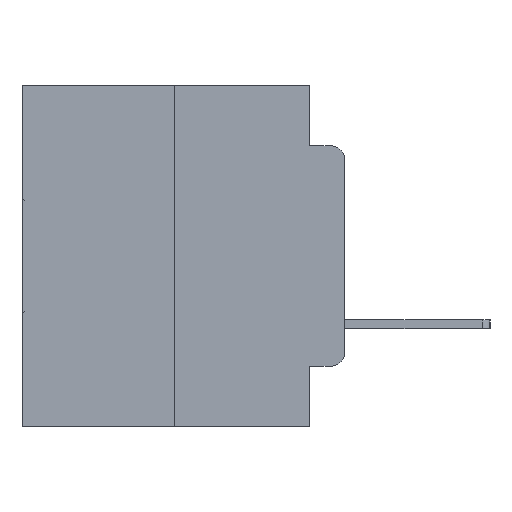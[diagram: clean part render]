
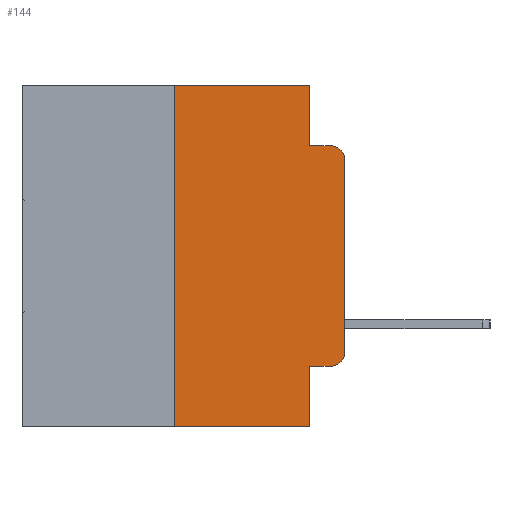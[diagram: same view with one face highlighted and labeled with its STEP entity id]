
A CAD part, left-side view. The second image highlights one B-rep face of the part: STEP entity #144.
In plain terms, the highlighted planar face has unit normal (-1, 0, 0).
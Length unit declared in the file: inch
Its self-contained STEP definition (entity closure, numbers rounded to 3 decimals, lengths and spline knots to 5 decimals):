
#144 = ADVANCED_FACE ( 'NONE', ( #1750 ), #19339, .F. ) ;
#225 = VERTEX_POINT ( 'NONE', #12456 ) ;
#774 = CARTESIAN_POINT ( 'NONE',  ( 0., 0.051, -0.4115 ) ) ;
#816 = EDGE_CURVE ( 'NONE', #14942, #12895, #15967, .T. ) ;
#823 = EDGE_CURVE ( 'NONE', #25783, #14942, #24659, .T. ) ;
#855 = EDGE_CURVE ( 'NONE', #25783, #28123, #4621, .T. ) ;
#863 = EDGE_CURVE ( 'NONE', #20730, #22440, #9862, .T. ) ;
#868 = EDGE_CURVE ( 'NONE', #14426, #5598, #8500, .T. ) ;
#899 = EDGE_CURVE ( 'NONE', #5598, #225, #2456, .T. ) ;
#908 = EDGE_CURVE ( 'NONE', #16139, #225, #1006, .T. ) ;
#913 = EDGE_CURVE ( 'NONE', #12895, #16139, #12241, .T. ) ;
#1006 = CIRCLE ( 'NONE', #3611, 0.02 ) ;
#1387 = DIRECTION ( 'NONE',  ( 0., 0., 1. ) ) ;
#1682 = CARTESIAN_POINT ( 'NONE',  ( 0., 0.02, -0.1085 ) ) ;
#1750 = FACE_OUTER_BOUND ( 'NONE', #9508, .T. ) ;
#2142 = DIRECTION ( 'NONE',  ( 0., 0., -1. ) ) ;
#2456 = LINE ( 'NONE', #9117, #13593 ) ;
#2804 = VECTOR ( 'NONE', #21929, 39.37008 ) ;
#3611 = AXIS2_PLACEMENT_3D ( 'NONE', #1682, #5302, #2142 ) ;
#3907 = VECTOR ( 'NONE', #28373, 39.37008 ) ;
#4621 = LINE ( 'NONE', #17767, #22029 ) ;
#4654 = CARTESIAN_POINT ( 'NONE',  ( 0., 0.473, -0.5 ) ) ;
#5302 = DIRECTION ( 'NONE',  ( -1., 0., 0. ) ) ;
#5503 = AXIS2_PLACEMENT_3D ( 'NONE', #18477, #9472, #21244 ) ;
#5598 = VERTEX_POINT ( 'NONE', #5725 ) ;
#5667 = CARTESIAN_POINT ( 'NONE',  ( 0., 0.02, -0.4115 ) ) ;
#5725 = CARTESIAN_POINT ( 'NONE',  ( 0., 0.051, -0.0885 ) ) ;
#6379 = VECTOR ( 'NONE', #1387, 39.37008 ) ;
#6809 = DIRECTION ( 'NONE',  ( 0., -1., 0. ) ) ;
#8500 = LINE ( 'NONE', #12960, #14957 ) ;
#9117 = CARTESIAN_POINT ( 'NONE',  ( 0., 0.051, -0.0885 ) ) ;
#9333 = DIRECTION ( 'NONE',  ( 0., -1., 0. ) ) ;
#9472 = DIRECTION ( 'NONE',  ( 1., 0., 0. ) ) ;
#9508 = EDGE_LOOP ( 'NONE', ( #15196, #15088, #10598, #15586, #17904, #16534, #16646, #16237, #17415, #14703 ) ) ;
#9862 = LINE ( 'NONE', #22868, #3907 ) ;
#9878 = LINE ( 'NONE', #4654, #14975 ) ;
#10550 = LINE ( 'NONE', #22008, #22046 ) ;
#10598 = ORIENTED_EDGE ( 'NONE', *, *, #899, .F. ) ;
#10692 = CARTESIAN_POINT ( 'NONE',  ( 0., 0.051, 0. ) ) ;
#11343 = CARTESIAN_POINT ( 'NONE',  ( 0., 0., 0. ) ) ;
#11430 = CARTESIAN_POINT ( 'NONE',  ( 0., 0.051, -0.4115 ) ) ;
#12241 = LINE ( 'NONE', #11343, #6379 ) ;
#12456 = CARTESIAN_POINT ( 'NONE',  ( 0., 0.02, -0.0885 ) ) ;
#12895 = VERTEX_POINT ( 'NONE', #21088 ) ;
#12960 = CARTESIAN_POINT ( 'NONE',  ( 0., 0.051, 0. ) ) ;
#13092 = AXIS2_PLACEMENT_3D ( 'NONE', #24618, #21786, #21809 ) ;
#13593 = VECTOR ( 'NONE', #9333, 39.37008 ) ;
#14426 = VERTEX_POINT ( 'NONE', #10692 ) ;
#14703 = ORIENTED_EDGE ( 'NONE', *, *, #816, .T. ) ;
#14942 = VERTEX_POINT ( 'NONE', #5667 ) ;
#14957 = VECTOR ( 'NONE', #24799, 39.37008 ) ;
#14975 = VECTOR ( 'NONE', #22096, 39.37008 ) ;
#15088 = ORIENTED_EDGE ( 'NONE', *, *, #908, .T. ) ;
#15196 = ORIENTED_EDGE ( 'NONE', *, *, #913, .T. ) ;
#15586 = ORIENTED_EDGE ( 'NONE', *, *, #868, .F. ) ;
#15967 = CIRCLE ( 'NONE', #13092, 0.02 ) ;
#16139 = VERTEX_POINT ( 'NONE', #17017 ) ;
#16237 = ORIENTED_EDGE ( 'NONE', *, *, #855, .F. ) ;
#16534 = ORIENTED_EDGE ( 'NONE', *, *, #863, .F. ) ;
#16646 = ORIENTED_EDGE ( 'NONE', *, *, #25699, .T. ) ;
#17017 = CARTESIAN_POINT ( 'NONE',  ( 0., 0., -0.1085 ) ) ;
#17415 = ORIENTED_EDGE ( 'NONE', *, *, #823, .T. ) ;
#17767 = CARTESIAN_POINT ( 'NONE',  ( 0., 0.051, 0. ) ) ;
#17904 = ORIENTED_EDGE ( 'NONE', *, *, #25681, .F. ) ;
#17953 = DIRECTION ( 'NONE',  ( 0., 0., -1. ) ) ;
#18477 = CARTESIAN_POINT ( 'NONE',  ( 0., 0.473, 0. ) ) ;
#19339 = PLANE ( 'NONE',  #5503 ) ;
#20730 = VERTEX_POINT ( 'NONE', #21305 ) ;
#21088 = CARTESIAN_POINT ( 'NONE',  ( 0., 0., -0.3915 ) ) ;
#21244 = DIRECTION ( 'NONE',  ( 0., 0., -1. ) ) ;
#21305 = CARTESIAN_POINT ( 'NONE',  ( 0., 0.25, -0.5 ) ) ;
#21786 = DIRECTION ( 'NONE',  ( -1., 0., 0. ) ) ;
#21809 = DIRECTION ( 'NONE',  ( 0., 0., -1. ) ) ;
#21929 = DIRECTION ( 'NONE',  ( 0., -1., 0. ) ) ;
#22008 = CARTESIAN_POINT ( 'NONE',  ( 0., 0.473, 0. ) ) ;
#22029 = VECTOR ( 'NONE', #17953, 39.37008 ) ;
#22046 = VECTOR ( 'NONE', #6809, 39.37008 ) ;
#22096 = DIRECTION ( 'NONE',  ( 0., -1., 0. ) ) ;
#22440 = VERTEX_POINT ( 'NONE', #26746 ) ;
#22868 = CARTESIAN_POINT ( 'NONE',  ( 0., 0.25, 0. ) ) ;
#24618 = CARTESIAN_POINT ( 'NONE',  ( 0., 0.02, -0.3915 ) ) ;
#24659 = LINE ( 'NONE', #774, #2804 ) ;
#24799 = DIRECTION ( 'NONE',  ( 0., 0., -1. ) ) ;
#25681 = EDGE_CURVE ( 'NONE', #22440, #14426, #10550, .T. ) ;
#25699 = EDGE_CURVE ( 'NONE', #20730, #28123, #9878, .T. ) ;
#25783 = VERTEX_POINT ( 'NONE', #11430 ) ;
#26678 = CARTESIAN_POINT ( 'NONE',  ( 0., 0.051, -0.5 ) ) ;
#26746 = CARTESIAN_POINT ( 'NONE',  ( 0., 0.25, 0. ) ) ;
#28123 = VERTEX_POINT ( 'NONE', #26678 ) ;
#28373 = DIRECTION ( 'NONE',  ( 0., 0., 1. ) ) ;
